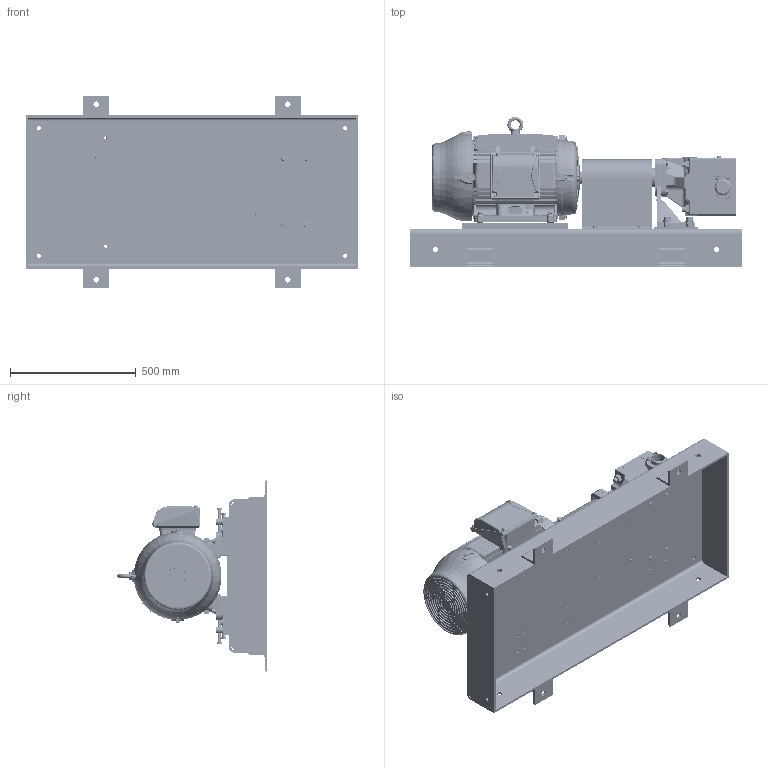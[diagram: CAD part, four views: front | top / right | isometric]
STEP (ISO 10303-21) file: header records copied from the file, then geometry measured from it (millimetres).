
FILE_DESCRIPTION (( 'STEP AP214' ), '1' );
FILE_NAME ('GPV-1420-041-U.STEP', '2016-09-27T21:07:26', ( '' ), ( '' ), 'SwSTEP 2.0', 'SolidWorks 2015', '' );
FILE_SCHEMA (( 'AUTOMOTIVE_DESIGN' ));
Length unit declared in the file: inch
Products named in the file (1): GPV-1420-041-U
Bounding box: 1320.8 x 597.08 x 762 mm (x, y, z)
Surface area: 7452798 mm2 (no closed solid volume)
Topology: 0 solids, 133 shells, 5924 faces, 15064 edges, 9786 vertices
Faces by surface type: plane 2905, cylinder 1308, bspline 909, cone 718, torus 58, sphere 26
Full cylindrical faces by diameter (mm): 3.175 x2, 4 x1, 6 x4, 6.35 x12, 6.528 x4, 7.25 x2, 7.45 x2, 7.925 x16, 7.937 x18, 7.938 x4, 7.95 x32, 8 x7, 8.731 x4, 9.525 x4, 10 x4, 10.716 x20, 11.1 x4, 11.146 x6, 11.6 x3, 12.7 x56, 13.46 x8, 13.487 x8, 13.492 x8, 13.894 x4, 14.287 x4, 14.288 x3, 15.6 x4, 15.875 x8, 17.45 x4, 17.462 x2
Entity records: 376151 total; most frequent: CARTESIAN_POINT 168656, ORIENTED_EDGE 28534, DIRECTION 22084, EDGE_CURVE 14272, VERTEX_POINT 9606, AXIS2_PLACEMENT_3D 7618, EDGE_LOOP 7299, LINE 6848
